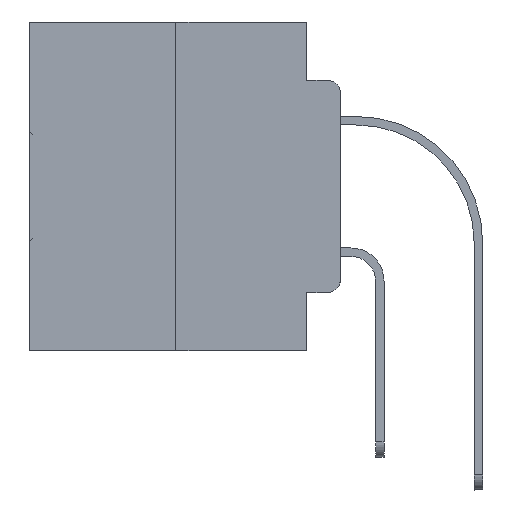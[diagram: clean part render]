
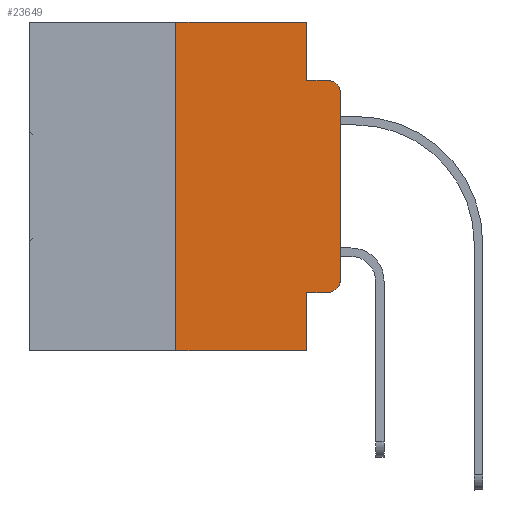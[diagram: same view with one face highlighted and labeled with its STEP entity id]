
A CAD part, left-side view. The second image highlights one B-rep face of the part: STEP entity #23649.
In plain terms, the highlighted planar face has unit normal (-1, 0, 0).
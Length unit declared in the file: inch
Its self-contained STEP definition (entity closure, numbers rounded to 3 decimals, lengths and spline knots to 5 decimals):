
#299 = CARTESIAN_POINT ( 'NONE',  ( 0., 0.25, 0. ) ) ;
#709 = EDGE_CURVE ( 'NONE', #20737, #5769, #27888, .T. ) ;
#1285 = CARTESIAN_POINT ( 'NONE',  ( 0., 0.02, -0.4115 ) ) ;
#1521 = CARTESIAN_POINT ( 'NONE',  ( 0., 0.02, -0.1085 ) ) ;
#1896 = CARTESIAN_POINT ( 'NONE',  ( 0., 0.051, 0. ) ) ;
#2896 = DIRECTION ( 'NONE',  ( 0., 0., -1. ) ) ;
#3463 = VERTEX_POINT ( 'NONE', #21180 ) ;
#3792 = LINE ( 'NONE', #23808, #20703 ) ;
#3982 = CIRCLE ( 'NONE', #22491, 0.02 ) ;
#4095 = CARTESIAN_POINT ( 'NONE',  ( 0., 0.473, 0. ) ) ;
#4661 = LINE ( 'NONE', #9655, #6981 ) ;
#4866 = ORIENTED_EDGE ( 'NONE', *, *, #22062, .T. ) ;
#5386 = EDGE_CURVE ( 'NONE', #6519, #21639, #3792, .T. ) ;
#5769 = VERTEX_POINT ( 'NONE', #1285 ) ;
#5992 = ORIENTED_EDGE ( 'NONE', *, *, #709, .T. ) ;
#6519 = VERTEX_POINT ( 'NONE', #12320 ) ;
#6981 = VECTOR ( 'NONE', #7160, 39.37008 ) ;
#7160 = DIRECTION ( 'NONE',  ( 0., 0., 1. ) ) ;
#7660 = EDGE_CURVE ( 'NONE', #20737, #19658, #14147, .T. ) ;
#7718 = VECTOR ( 'NONE', #19319, 39.37008 ) ;
#7919 = ORIENTED_EDGE ( 'NONE', *, *, #7660, .F. ) ;
#9132 = DIRECTION ( 'NONE',  ( 0., -1., 0. ) ) ;
#9394 = EDGE_CURVE ( 'NONE', #3463, #21381, #24089, .T. ) ;
#9655 = CARTESIAN_POINT ( 'NONE',  ( 0., 0., 0. ) ) ;
#10566 = CARTESIAN_POINT ( 'NONE',  ( 0., 0., -0.1085 ) ) ;
#11963 = VERTEX_POINT ( 'NONE', #15880 ) ;
#12320 = CARTESIAN_POINT ( 'NONE',  ( 0., 0.25, -0.5 ) ) ;
#13948 = DIRECTION ( 'NONE',  ( -1., 0., 0. ) ) ;
#14106 = DIRECTION ( 'NONE',  ( 0., 0., -1. ) ) ;
#14147 = LINE ( 'NONE', #1896, #21795 ) ;
#14350 = EDGE_CURVE ( 'NONE', #23226, #27631, #4661, .T. ) ;
#14667 = CARTESIAN_POINT ( 'NONE',  ( 0., 0., -0.3915 ) ) ;
#14721 = EDGE_CURVE ( 'NONE', #21381, #11963, #21860, .T. ) ;
#15408 = EDGE_LOOP ( 'NONE', ( #30544, #15659, #23069, #23392, #16958, #30998, #24108, #7919, #5992, #4866 ) ) ;
#15659 = ORIENTED_EDGE ( 'NONE', *, *, #23923, .T. ) ;
#15880 = CARTESIAN_POINT ( 'NONE',  ( 0., 0.02, -0.0885 ) ) ;
#16563 = LINE ( 'NONE', #17191, #19241 ) ;
#16958 = ORIENTED_EDGE ( 'NONE', *, *, #31891, .F. ) ;
#17191 = CARTESIAN_POINT ( 'NONE',  ( 0., 0.473, -0.5 ) ) ;
#17360 = CARTESIAN_POINT ( 'NONE',  ( 0., 0.051, -0.0885 ) ) ;
#17805 = CARTESIAN_POINT ( 'NONE',  ( 0., 0.051, -0.4115 ) ) ;
#17938 = CARTESIAN_POINT ( 'NONE',  ( 0., 0.02, -0.3915 ) ) ;
#18539 = VECTOR ( 'NONE', #22959, 39.37008 ) ;
#18814 = AXIS2_PLACEMENT_3D ( 'NONE', #1521, #13948, #14106 ) ;
#19241 = VECTOR ( 'NONE', #26790, 39.37008 ) ;
#19319 = DIRECTION ( 'NONE',  ( 0., -1., 0. ) ) ;
#19658 = VERTEX_POINT ( 'NONE', #32256 ) ;
#20703 = VECTOR ( 'NONE', #23499, 39.37008 ) ;
#20737 = VERTEX_POINT ( 'NONE', #30518 ) ;
#21180 = CARTESIAN_POINT ( 'NONE',  ( 0., 0.051, 0. ) ) ;
#21381 = VERTEX_POINT ( 'NONE', #27748 ) ;
#21639 = VERTEX_POINT ( 'NONE', #299 ) ;
#21795 = VECTOR ( 'NONE', #27201, 39.37008 ) ;
#21860 = LINE ( 'NONE', #17360, #30265 ) ;
#22062 = EDGE_CURVE ( 'NONE', #5769, #23226, #3982, .T. ) ;
#22412 = DIRECTION ( 'NONE',  ( 0., 0., -1. ) ) ;
#22491 = AXIS2_PLACEMENT_3D ( 'NONE', #17938, #28031, #2896 ) ;
#22577 = AXIS2_PLACEMENT_3D ( 'NONE', #32329, #30166, #22412 ) ;
#22959 = DIRECTION ( 'NONE',  ( 0., -1., 0. ) ) ;
#23069 = ORIENTED_EDGE ( 'NONE', *, *, #14721, .F. ) ;
#23226 = VERTEX_POINT ( 'NONE', #14667 ) ;
#23392 = ORIENTED_EDGE ( 'NONE', *, *, #9394, .F. ) ;
#23499 = DIRECTION ( 'NONE',  ( 0., 0., 1. ) ) ;
#23649 = ADVANCED_FACE ( 'NONE', ( #32653 ), #24699, .F. ) ;
#23808 = CARTESIAN_POINT ( 'NONE',  ( 0., 0.25, 0. ) ) ;
#23923 = EDGE_CURVE ( 'NONE', #27631, #11963, #28324, .T. ) ;
#24089 = LINE ( 'NONE', #31537, #28194 ) ;
#24108 = ORIENTED_EDGE ( 'NONE', *, *, #29267, .T. ) ;
#24699 = PLANE ( 'NONE',  #22577 ) ;
#26731 = DIRECTION ( 'NONE',  ( 0., 0., -1. ) ) ;
#26790 = DIRECTION ( 'NONE',  ( 0., -1., 0. ) ) ;
#27201 = DIRECTION ( 'NONE',  ( 0., 0., -1. ) ) ;
#27631 = VERTEX_POINT ( 'NONE', #10566 ) ;
#27748 = CARTESIAN_POINT ( 'NONE',  ( 0., 0.051, -0.0885 ) ) ;
#27888 = LINE ( 'NONE', #17805, #18539 ) ;
#28031 = DIRECTION ( 'NONE',  ( -1., 0., 0. ) ) ;
#28194 = VECTOR ( 'NONE', #26731, 39.37008 ) ;
#28324 = CIRCLE ( 'NONE', #18814, 0.02 ) ;
#29267 = EDGE_CURVE ( 'NONE', #6519, #19658, #16563, .T. ) ;
#30166 = DIRECTION ( 'NONE',  ( 1., 0., 0. ) ) ;
#30265 = VECTOR ( 'NONE', #9132, 39.37008 ) ;
#30518 = CARTESIAN_POINT ( 'NONE',  ( 0., 0.051, -0.4115 ) ) ;
#30544 = ORIENTED_EDGE ( 'NONE', *, *, #14350, .T. ) ;
#30998 = ORIENTED_EDGE ( 'NONE', *, *, #5386, .F. ) ;
#31537 = CARTESIAN_POINT ( 'NONE',  ( 0., 0.051, 0. ) ) ;
#31891 = EDGE_CURVE ( 'NONE', #21639, #3463, #32216, .T. ) ;
#32216 = LINE ( 'NONE', #4095, #7718 ) ;
#32256 = CARTESIAN_POINT ( 'NONE',  ( 0., 0.051, -0.5 ) ) ;
#32329 = CARTESIAN_POINT ( 'NONE',  ( 0., 0.473, 0. ) ) ;
#32653 = FACE_OUTER_BOUND ( 'NONE', #15408, .T. ) ;
